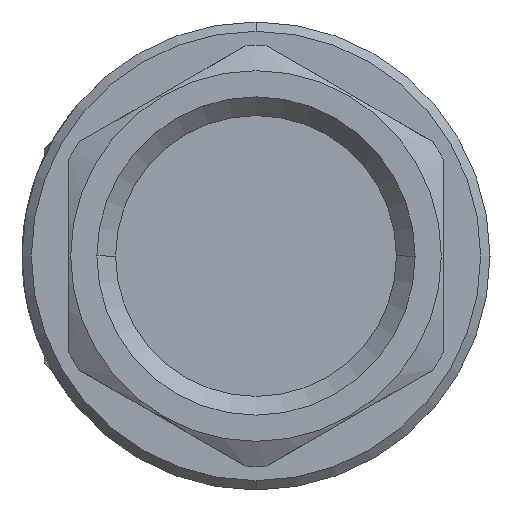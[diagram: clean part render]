
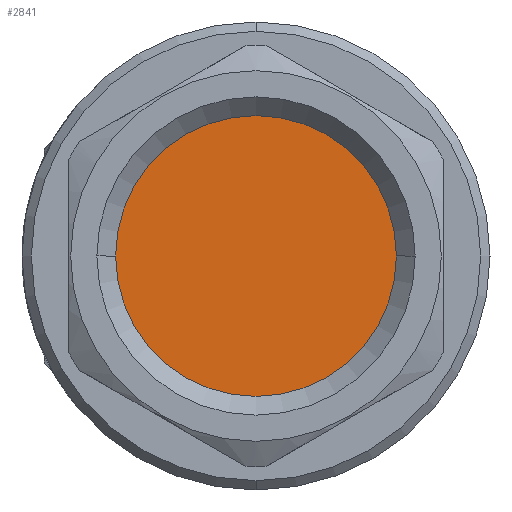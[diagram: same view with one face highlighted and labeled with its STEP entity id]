
A CAD part, left-side view. The second image highlights one B-rep face of the part: STEP entity #2841.
In plain terms, the highlighted planar face has unit normal (-1, 0, 0).
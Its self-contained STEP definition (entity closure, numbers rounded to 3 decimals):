
#624 = PLANE ( 'NONE',  #1257 ) ;
#625 = CARTESIAN_POINT ( 'NONE',  ( -52., 0., 0. ) ) ;
#626 = DIRECTION ( 'NONE',  ( -1., 0., 0. ) ) ;
#627 = DIRECTION ( 'NONE',  ( 0., 0., 1. ) ) ;
#852 = CARTESIAN_POINT ( 'NONE',  ( -52., 0., 0. ) ) ;
#853 = DIRECTION ( 'NONE',  ( -1., 0., 0. ) ) ;
#854 = DIRECTION ( 'NONE',  ( 0., 0., 1. ) ) ;
#1175 = AXIS2_PLACEMENT_3D ( 'NONE', #1547, #1548, #1549 ) ;
#1178 = CIRCLE ( 'NONE', #1175, 7.5 ) ;
#1257 = AXIS2_PLACEMENT_3D ( 'NONE', #625, #626, #627 ) ;
#1328 = CIRCLE ( 'NONE', #1388, 7.5 ) ;
#1388 = AXIS2_PLACEMENT_3D ( 'NONE', #852, #853, #854 ) ;
#1547 = CARTESIAN_POINT ( 'NONE',  ( -52., 0., 0. ) ) ;
#1548 = DIRECTION ( 'NONE',  ( -1., 0., 0. ) ) ;
#1549 = DIRECTION ( 'NONE',  ( 0., 0., 1. ) ) ;
#1820 = EDGE_LOOP ( 'NONE', ( #1893, #1897 ) ) ;
#1893 = ORIENTED_EDGE ( 'NONE', *, *, #2903, .T. ) ;
#1897 = ORIENTED_EDGE ( 'NONE', *, *, #2984, .T. ) ;
#2036 = VERTEX_POINT ( 'NONE', #3058 ) ;
#2041 = VERTEX_POINT ( 'NONE', #3059 ) ;
#2103 = FACE_OUTER_BOUND ( 'NONE', #1820, .T. ) ;
#2841 = ADVANCED_FACE ( 'NONE', ( #2103 ), #624, .T. ) ;
#2903 = EDGE_CURVE ( 'NONE', #2036, #2041, #1328, .T. ) ;
#2984 = EDGE_CURVE ( 'NONE', #2041, #2036, #1178, .T. ) ;
#3058 = CARTESIAN_POINT ( 'NONE',  ( -52., 7.5, 0. ) ) ;
#3059 = CARTESIAN_POINT ( 'NONE',  ( -52., -7.5, 0. ) ) ;
